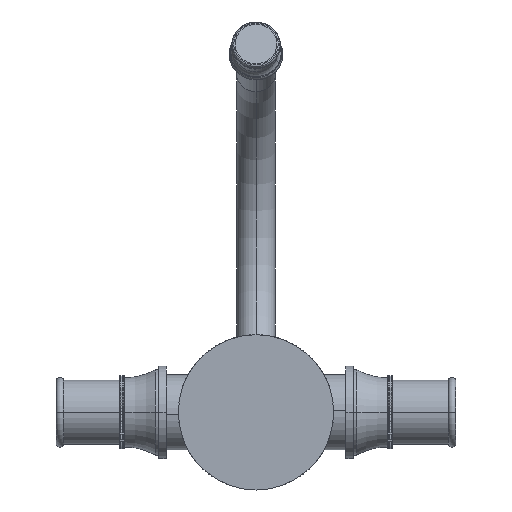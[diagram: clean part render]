
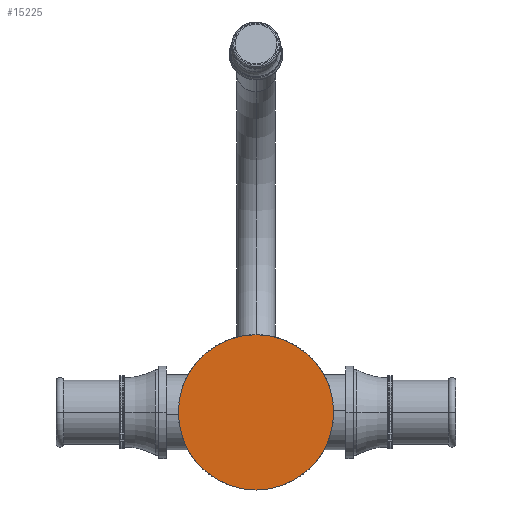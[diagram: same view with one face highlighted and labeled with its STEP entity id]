
A CAD part, front view. The second image highlights one B-rep face of the part: STEP entity #15225.
In plain terms, the highlighted planar face has unit normal (0, -1, 0).
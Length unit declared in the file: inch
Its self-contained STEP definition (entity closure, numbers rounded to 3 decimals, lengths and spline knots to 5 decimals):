
#7=CARTESIAN_POINT('',(0.,-0.5,0.));
#8=DIRECTION('',(0.,-1.,0.));
#9=DIRECTION('',(-1.,0.,0.));
#10=AXIS2_PLACEMENT_3D('',#7,#8,#9);
#39=CARTESIAN_POINT('',(0.,-0.5,0.));
#40=DIRECTION('',(0.,1.,0.));
#41=DIRECTION('',(-1.,0.,0.));
#42=AXIS2_PLACEMENT_3D('',#39,#40,#41);
#11694=CARTESIAN_POINT('',(-1.,-0.5,0.));
#11695=CARTESIAN_POINT('',(1.,-0.5,0.));
#11696=VERTEX_POINT('',#11694);
#11697=VERTEX_POINT('',#11695);
#15214=CARTESIAN_POINT('',(0.,-0.5,0.));
#15215=DIRECTION('',(0.,-1.,0.));
#15216=DIRECTION('',(1.,0.,0.));
#15217=AXIS2_PLACEMENT_3D('',#15214,#15215,#15216);
#15218=PLANE('',#15217);
#15220=ORIENTED_EDGE('',*,*,#15219,.F.);
#15222=ORIENTED_EDGE('',*,*,#15221,.T.);
#15223=EDGE_LOOP('',(#15220,#15222));
#15224=FACE_OUTER_BOUND('',#15223,.F.);
#15225=ADVANCED_FACE('',(#15224),#15218,.T.);
#11=CIRCLE('',#10,1.);
#43=CIRCLE('',#42,1.);
#15219=EDGE_CURVE('',#11696,#11697,#11,.T.);
#15221=EDGE_CURVE('',#11696,#11697,#43,.T.);
